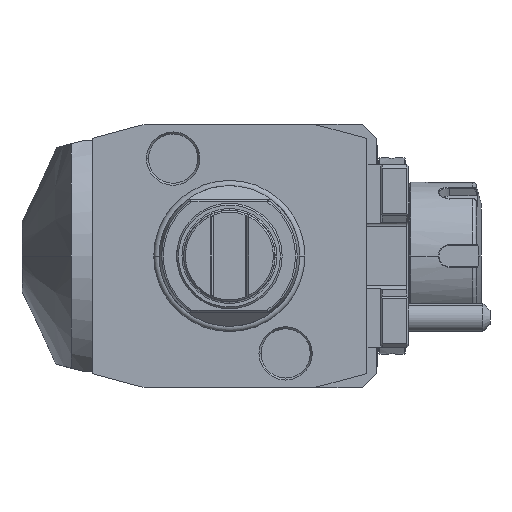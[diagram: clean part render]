
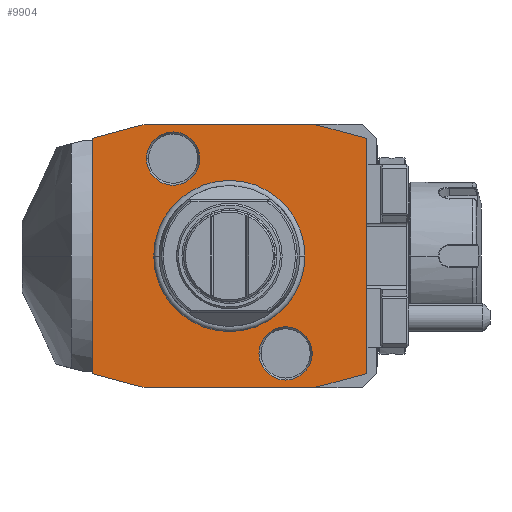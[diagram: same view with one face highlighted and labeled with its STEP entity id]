
A CAD part, front view. The second image highlights one B-rep face of the part: STEP entity #9904.
In plain terms, the highlighted planar face has unit normal (0, -1, 0).
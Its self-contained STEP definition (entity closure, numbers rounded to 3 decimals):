
#1=DIRECTION('',(0.966,0.,-0.259));
#2=VECTOR('',#1,15.529);
#3=CARTESIAN_POINT('',(-39.,0.,-33.481));
#4=LINE('',#3,#2);
#5=DIRECTION('',(0.,0.,-1.));
#6=VECTOR('',#5,66.962);
#7=CARTESIAN_POINT('',(-39.,0.,33.481));
#8=LINE('',#7,#6);
#9=DIRECTION('',(-0.966,0.,-0.259));
#10=VECTOR('',#9,15.529);
#11=CARTESIAN_POINT('',(-24.,0.,37.5));
#12=LINE('',#11,#10);
#13=DIRECTION('',(-1.,0.,0.));
#14=VECTOR('',#13,48.);
#15=CARTESIAN_POINT('',(24.,0.,37.5));
#16=LINE('',#15,#14);
#17=DIRECTION('',(-0.966,0.,0.259));
#18=VECTOR('',#17,15.529);
#19=CARTESIAN_POINT('',(39.,0.,33.481));
#20=LINE('',#19,#18);
#21=DIRECTION('',(0.,0.,1.));
#22=VECTOR('',#21,66.962);
#23=CARTESIAN_POINT('',(39.,0.,-33.481));
#24=LINE('',#23,#22);
#25=DIRECTION('',(0.966,0.,0.259));
#26=VECTOR('',#25,15.529);
#27=CARTESIAN_POINT('',(24.,0.,-37.5));
#28=LINE('',#27,#26);
#29=DIRECTION('',(1.,0.,0.));
#30=VECTOR('',#29,48.);
#31=CARTESIAN_POINT('',(-24.,0.,-37.5));
#32=LINE('',#31,#30);
#33=CARTESIAN_POINT('',(-16.,0.,27.713));
#34=DIRECTION('',(0.,1.,0.));
#35=DIRECTION('',(1.,0.,0.));
#36=AXIS2_PLACEMENT_3D('',#33,#34,#35);
#38=CARTESIAN_POINT('',(-16.,0.,27.713));
#39=DIRECTION('',(0.,1.,0.));
#40=DIRECTION('',(-1.,0.,0.));
#41=AXIS2_PLACEMENT_3D('',#38,#39,#40);
#43=CARTESIAN_POINT('',(16.,0.,-27.713));
#44=DIRECTION('',(0.,1.,0.));
#45=DIRECTION('',(1.,0.,0.));
#46=AXIS2_PLACEMENT_3D('',#43,#44,#45);
#48=CARTESIAN_POINT('',(16.,0.,-27.713));
#49=DIRECTION('',(0.,1.,0.));
#50=DIRECTION('',(-1.,0.,0.));
#51=AXIS2_PLACEMENT_3D('',#48,#49,#50);
#5625=CARTESIAN_POINT('',(0.,0.,0.));
#5626=DIRECTION('',(0.,-1.,0.));
#5627=DIRECTION('',(1.,0.,0.));
#5628=AXIS2_PLACEMENT_3D('',#5625,#5626,#5627);
#5630=CARTESIAN_POINT('',(0.,0.,0.));
#5631=DIRECTION('',(0.,-1.,0.));
#5632=DIRECTION('',(-1.,0.,0.));
#5633=AXIS2_PLACEMENT_3D('',#5630,#5631,#5632);
#8795=CARTESIAN_POINT('',(-8.423,0.,
27.713));
#8796=CARTESIAN_POINT('',(-23.577,0.,
27.713));
#8797=VERTEX_POINT('',#8795);
#8798=VERTEX_POINT('',#8796);
#8927=CARTESIAN_POINT('',(23.577,0.,
-27.713));
#8928=CARTESIAN_POINT('',(8.423,0.,
-27.713));
#8929=VERTEX_POINT('',#8927);
#8930=VERTEX_POINT('',#8928);
#9690=CARTESIAN_POINT('',(-39.,0.,-33.481));
#9691=CARTESIAN_POINT('',(-24.,0.,-37.5));
#9692=VERTEX_POINT('',#9690);
#9693=VERTEX_POINT('',#9691);
#9694=CARTESIAN_POINT('',(24.,0.,-37.5));
#9695=VERTEX_POINT('',#9694);
#9696=CARTESIAN_POINT('',(39.,0.,-33.481));
#9697=VERTEX_POINT('',#9696);
#9698=CARTESIAN_POINT('',(39.,0.,33.481));
#9699=VERTEX_POINT('',#9698);
#9700=CARTESIAN_POINT('',(24.,0.,37.5));
#9701=VERTEX_POINT('',#9700);
#9702=CARTESIAN_POINT('',(-24.,0.,37.5));
#9703=VERTEX_POINT('',#9702);
#9704=CARTESIAN_POINT('',(-39.,0.,33.481));
#9705=VERTEX_POINT('',#9704);
#9722=CARTESIAN_POINT('',(21.137,0.,0.));
#9723=CARTESIAN_POINT('',(-21.137,0.,0.));
#9724=VERTEX_POINT('',#9722);
#9725=VERTEX_POINT('',#9723);
#9863=CARTESIAN_POINT('',(0.,0.,0.));
#9864=DIRECTION('',(0.,-1.,0.));
#9865=DIRECTION('',(-1.,0.,0.));
#9866=AXIS2_PLACEMENT_3D('',#9863,#9864,#9865);
#9867=PLANE('',#9866);
#9869=ORIENTED_EDGE('',*,*,#9868,.F.);
#9871=ORIENTED_EDGE('',*,*,#9870,.F.);
#9873=ORIENTED_EDGE('',*,*,#9872,.F.);
#9875=ORIENTED_EDGE('',*,*,#9874,.F.);
#9877=ORIENTED_EDGE('',*,*,#9876,.F.);
#9879=ORIENTED_EDGE('',*,*,#9878,.F.);
#9881=ORIENTED_EDGE('',*,*,#9880,.F.);
#9883=ORIENTED_EDGE('',*,*,#9882,.F.);
#9884=EDGE_LOOP('',(#9869,#9871,#9873,#9875,#9877,#9879,#9881,#9883));
#9885=FACE_OUTER_BOUND('',#9884,.F.);
#9887=ORIENTED_EDGE('',*,*,#9886,.T.);
#9889=ORIENTED_EDGE('',*,*,#9888,.T.);
#9890=EDGE_LOOP('',(#9887,#9889));
#9891=FACE_BOUND('',#9890,.F.);
#9893=ORIENTED_EDGE('',*,*,#9892,.F.);
#9895=ORIENTED_EDGE('',*,*,#9894,.F.);
#9896=EDGE_LOOP('',(#9893,#9895));
#9897=FACE_BOUND('',#9896,.F.);
#9899=ORIENTED_EDGE('',*,*,#9898,.F.);
#9901=ORIENTED_EDGE('',*,*,#9900,.F.);
#9902=EDGE_LOOP('',(#9899,#9901));
#9903=FACE_BOUND('',#9902,.F.);
#37=CIRCLE('',#36,7.577);
#42=CIRCLE('',#41,7.577);
#47=CIRCLE('',#46,7.577);
#52=CIRCLE('',#51,7.577);
#5629=CIRCLE('',#5628,21.137);
#5634=CIRCLE('',#5633,21.137);
#9868=EDGE_CURVE('',#9692,#9693,#4,.T.);
#9870=EDGE_CURVE('',#9705,#9692,#8,.T.);
#9872=EDGE_CURVE('',#9703,#9705,#12,.T.);
#9874=EDGE_CURVE('',#9701,#9703,#16,.T.);
#9876=EDGE_CURVE('',#9699,#9701,#20,.T.);
#9878=EDGE_CURVE('',#9697,#9699,#24,.T.);
#9880=EDGE_CURVE('',#9695,#9697,#28,.T.);
#9882=EDGE_CURVE('',#9693,#9695,#32,.T.);
#9886=EDGE_CURVE('',#9724,#9725,#5629,.T.);
#9888=EDGE_CURVE('',#9725,#9724,#5634,.T.);
#9892=EDGE_CURVE('',#8797,#8798,#37,.T.);
#9894=EDGE_CURVE('',#8798,#8797,#42,.T.);
#9898=EDGE_CURVE('',#8929,#8930,#47,.T.);
#9900=EDGE_CURVE('',#8930,#8929,#52,.T.);
#9904=ADVANCED_FACE('',(#9885,#9891,#9897,#9903),#9867,.T.);
